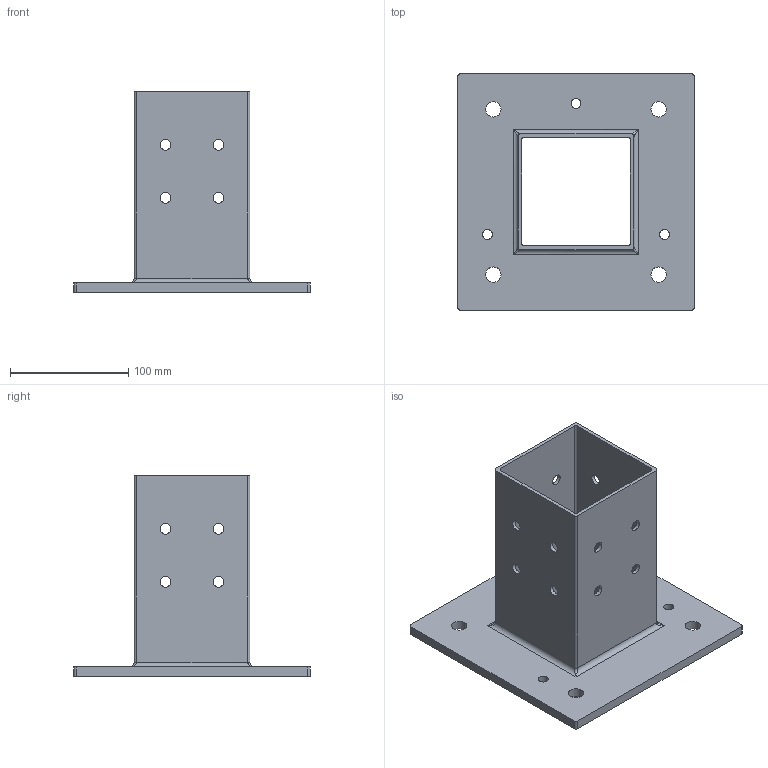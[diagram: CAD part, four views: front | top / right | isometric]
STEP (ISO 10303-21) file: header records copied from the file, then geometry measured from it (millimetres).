
FILE_DESCRIPTION(/* description */ ('PIEDE FISSO 90x170x90 FE VERN. RAL 9006 '),/* implementation_level */ '2;1');
FILE_NAME(/* name */ 'DPDFQ0000117.stp',/* time_stamp */ '2020-01-02T11:46:32+01:00',/* author */ ('fzagni'),/* organization */ (''),/* preprocessor_version */ 'ST-DEVELOPER v17.2',/* originating_system */ 'Autodesk Inventor 2019',/* authorisation */ '');
FILE_SCHEMA (('AUTOMOTIVE_DESIGN { 1 0 10303 214 3 1 1 }'));
Length unit declared in the file: millimetre
Products named in the file (1): DPDFQ0000117
Bounding box: 200 x 200 x 170 mm (x, y, z)
Volume: 429718.6 mm3; surface area: 193576.2 mm2
Topology: 1 solids, 1 shells, 58 faces, 165 edges, 106 vertices
Faces by surface type: cylinder 39, plane 15, bspline 4
Full cylindrical faces by diameter (mm): 8.38 x3, 9 x16, 13 x4
Entity records: 2155 total; most frequent: CARTESIAN_POINT 457, DIRECTION 357, ORIENTED_EDGE 322, EDGE_CURVE 161, AXIS2_PLACEMENT_3D 141, EDGE_LOOP 107, VERTEX_POINT 106, CIRCLE 78
